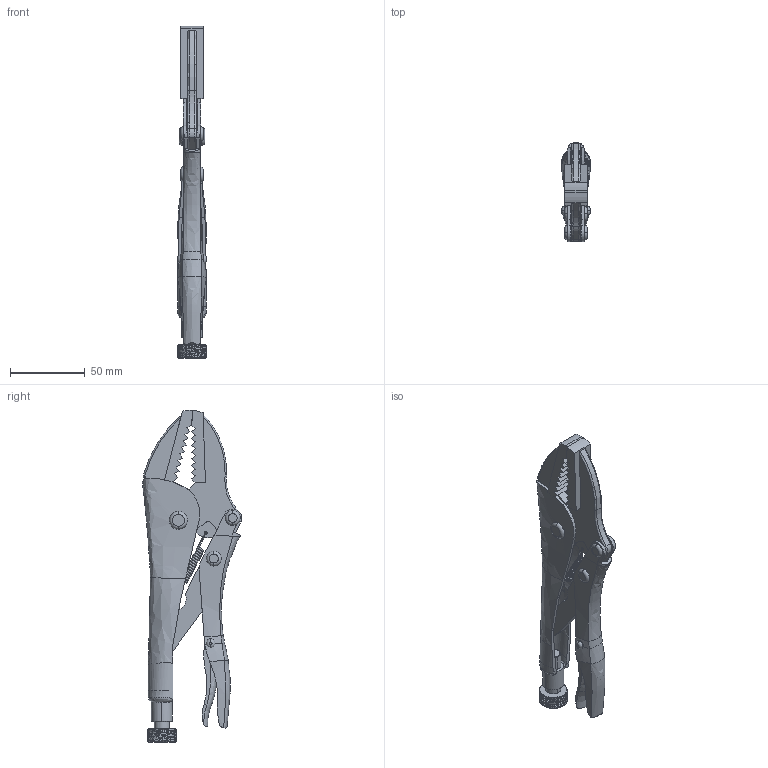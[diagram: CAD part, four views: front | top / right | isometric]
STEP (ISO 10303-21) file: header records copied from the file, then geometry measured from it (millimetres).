
FILE_DESCRIPTION (( 'STEP AP203' ), '1' );
FILE_NAME ('HS-51151.STEP', '2019-10-07T07:26:58', ( '微软用户' ), ( '微软中国' ), 'SwSTEP 2.0', 'SolidWorks 2012', '' );
FILE_SCHEMA (( 'CONFIG_CONTROL_DESIGN' ));
Length unit declared in the file: millimetre
Products named in the file (12): HS-51151; 种3; 种2; 种1; 粟銅1; 粟銅; 嶺啣; 蹟邡; 揤郲; 忒梟3; 忒梟2; 忒梟1
Assembly tree (12 placements, depth 2):
  HS-51151
    忒梟1
    忒梟2
    忒梟3
    揤郲
    蹟邡
    嶺啣
    粟銅
    粟銅1
    种1
    种2  x2
    种3
Bounding box: 19 x 66.16 x 221.51 mm (x, y, z)
Volume: 62858.3 mm3; surface area: 48254.2 mm2
Topology: 15 solids, 15 shells, 961 faces, 2433 edges, 1506 vertices
Faces by surface type: bspline 398, plane 287, cylinder 209, torus 39, cone 28
Entity records: 95004 total; most frequent: CARTESIAN_POINT 75362, ORIENTED_EDGE 4814, EDGE_CURVE 2407, DIRECTION 2363, VERTEX_POINT 1490, B_SPLINE_CURVE_WITH_KNOTS 1037, EDGE_LOOP 1009, FACE_OUTER_BOUND 947
